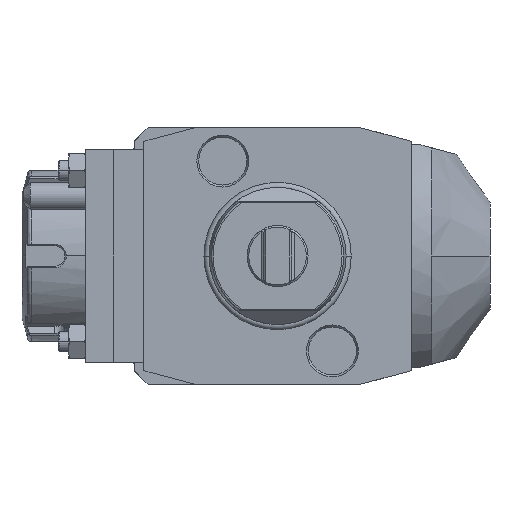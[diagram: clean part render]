
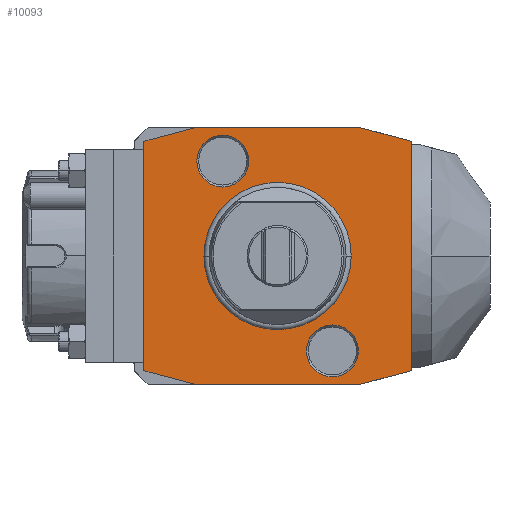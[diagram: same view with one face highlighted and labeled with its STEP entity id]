
A CAD part, front view. The second image highlights one B-rep face of the part: STEP entity #10093.
In plain terms, the highlighted planar face has unit normal (0, -1, 0).
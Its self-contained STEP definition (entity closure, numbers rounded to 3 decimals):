
#1=DIRECTION('',(-0.966,0.,0.259));
#2=VECTOR('',#1,15.529);
#3=CARTESIAN_POINT('',(39.,0.,33.481));
#4=LINE('',#3,#2);
#5=DIRECTION('',(0.,0.,1.));
#6=VECTOR('',#5,66.962);
#7=CARTESIAN_POINT('',(39.,0.,-33.481));
#8=LINE('',#7,#6);
#9=DIRECTION('',(0.966,0.,0.259));
#10=VECTOR('',#9,15.529);
#11=CARTESIAN_POINT('',(24.,0.,-37.5));
#12=LINE('',#11,#10);
#13=DIRECTION('',(1.,0.,0.));
#14=VECTOR('',#13,48.);
#15=CARTESIAN_POINT('',(-24.,0.,-37.5));
#16=LINE('',#15,#14);
#17=DIRECTION('',(0.966,0.,-0.259));
#18=VECTOR('',#17,15.529);
#19=CARTESIAN_POINT('',(-39.,0.,-33.481));
#20=LINE('',#19,#18);
#21=DIRECTION('',(0.,0.,-1.));
#22=VECTOR('',#21,66.962);
#23=CARTESIAN_POINT('',(-39.,0.,33.481));
#24=LINE('',#23,#22);
#25=DIRECTION('',(-0.966,0.,-0.259));
#26=VECTOR('',#25,15.529);
#27=CARTESIAN_POINT('',(-24.,0.,37.5));
#28=LINE('',#27,#26);
#29=DIRECTION('',(-1.,0.,0.));
#30=VECTOR('',#29,48.);
#31=CARTESIAN_POINT('',(24.,0.,37.5));
#32=LINE('',#31,#30);
#33=CARTESIAN_POINT('',(-16.,0.,27.713));
#34=DIRECTION('',(0.,1.,0.));
#35=DIRECTION('',(1.,0.,0.));
#36=AXIS2_PLACEMENT_3D('',#33,#34,#35);
#38=CARTESIAN_POINT('',(-16.,0.,27.713));
#39=DIRECTION('',(0.,1.,0.));
#40=DIRECTION('',(-1.,0.,0.));
#41=AXIS2_PLACEMENT_3D('',#38,#39,#40);
#43=CARTESIAN_POINT('',(16.,0.,-27.713));
#44=DIRECTION('',(0.,1.,0.));
#45=DIRECTION('',(1.,0.,0.));
#46=AXIS2_PLACEMENT_3D('',#43,#44,#45);
#48=CARTESIAN_POINT('',(16.,0.,-27.713));
#49=DIRECTION('',(0.,1.,0.));
#50=DIRECTION('',(-1.,0.,0.));
#51=AXIS2_PLACEMENT_3D('',#48,#49,#50);
#6489=CARTESIAN_POINT('',(0.,0.,0.));
#6490=DIRECTION('',(0.,-1.,0.));
#6491=DIRECTION('',(1.,0.,0.));
#6492=AXIS2_PLACEMENT_3D('',#6489,#6490,#6491);
#6494=CARTESIAN_POINT('',(0.,0.,0.));
#6495=DIRECTION('',(0.,-1.,0.));
#6496=DIRECTION('',(-1.,0.,0.));
#6497=AXIS2_PLACEMENT_3D('',#6494,#6495,#6496);
#9031=CARTESIAN_POINT('',(-8.423,0.,
27.713));
#9032=CARTESIAN_POINT('',(-23.577,0.,
27.713));
#9033=VERTEX_POINT('',#9031);
#9034=VERTEX_POINT('',#9032);
#9163=CARTESIAN_POINT('',(23.577,0.,
-27.713));
#9164=CARTESIAN_POINT('',(8.423,0.,
-27.713));
#9165=VERTEX_POINT('',#9163);
#9166=VERTEX_POINT('',#9164);
#9884=CARTESIAN_POINT('',(39.,0.,33.481));
#9885=CARTESIAN_POINT('',(24.,0.,37.5));
#9886=VERTEX_POINT('',#9884);
#9887=VERTEX_POINT('',#9885);
#9888=CARTESIAN_POINT('',(-24.,0.,37.5));
#9889=VERTEX_POINT('',#9888);
#9890=CARTESIAN_POINT('',(-39.,0.,33.481));
#9891=VERTEX_POINT('',#9890);
#9892=CARTESIAN_POINT('',(-39.,0.,-33.481));
#9893=VERTEX_POINT('',#9892);
#9894=CARTESIAN_POINT('',(-24.,0.,-37.5));
#9895=VERTEX_POINT('',#9894);
#9896=CARTESIAN_POINT('',(24.,0.,-37.5));
#9897=VERTEX_POINT('',#9896);
#9898=CARTESIAN_POINT('',(39.,0.,-33.481));
#9899=VERTEX_POINT('',#9898);
#9936=CARTESIAN_POINT('',(21.137,0.,0.));
#9937=CARTESIAN_POINT('',(-21.137,0.,0.));
#9938=VERTEX_POINT('',#9936);
#9939=VERTEX_POINT('',#9937);
#10052=CARTESIAN_POINT('',(0.,0.,0.));
#10053=DIRECTION('',(0.,-1.,0.));
#10054=DIRECTION('',(-1.,0.,0.));
#10055=AXIS2_PLACEMENT_3D('',#10052,#10053,#10054);
#10056=PLANE('',#10055);
#10058=ORIENTED_EDGE('',*,*,#10057,.F.);
#10060=ORIENTED_EDGE('',*,*,#10059,.F.);
#10062=ORIENTED_EDGE('',*,*,#10061,.F.);
#10064=ORIENTED_EDGE('',*,*,#10063,.F.);
#10066=ORIENTED_EDGE('',*,*,#10065,.F.);
#10068=ORIENTED_EDGE('',*,*,#10067,.F.);
#10070=ORIENTED_EDGE('',*,*,#10069,.F.);
#10072=ORIENTED_EDGE('',*,*,#10071,.F.);
#10073=EDGE_LOOP('',(#10058,#10060,#10062,#10064,#10066,#10068,#10070,#10072));
#10074=FACE_OUTER_BOUND('',#10073,.F.);
#10076=ORIENTED_EDGE('',*,*,#10075,.T.);
#10078=ORIENTED_EDGE('',*,*,#10077,.T.);
#10079=EDGE_LOOP('',(#10076,#10078));
#10080=FACE_BOUND('',#10079,.F.);
#10082=ORIENTED_EDGE('',*,*,#10081,.F.);
#10084=ORIENTED_EDGE('',*,*,#10083,.F.);
#10085=EDGE_LOOP('',(#10082,#10084));
#10086=FACE_BOUND('',#10085,.F.);
#10088=ORIENTED_EDGE('',*,*,#10087,.F.);
#10090=ORIENTED_EDGE('',*,*,#10089,.F.);
#10091=EDGE_LOOP('',(#10088,#10090));
#10092=FACE_BOUND('',#10091,.F.);
#37=CIRCLE('',#36,7.577);
#42=CIRCLE('',#41,7.577);
#47=CIRCLE('',#46,7.577);
#52=CIRCLE('',#51,7.577);
#6493=CIRCLE('',#6492,21.137);
#6498=CIRCLE('',#6497,21.137);
#10057=EDGE_CURVE('',#9886,#9887,#4,.T.);
#10059=EDGE_CURVE('',#9899,#9886,#8,.T.);
#10061=EDGE_CURVE('',#9897,#9899,#12,.T.);
#10063=EDGE_CURVE('',#9895,#9897,#16,.T.);
#10065=EDGE_CURVE('',#9893,#9895,#20,.T.);
#10067=EDGE_CURVE('',#9891,#9893,#24,.T.);
#10069=EDGE_CURVE('',#9889,#9891,#28,.T.);
#10071=EDGE_CURVE('',#9887,#9889,#32,.T.);
#10075=EDGE_CURVE('',#9938,#9939,#6493,.T.);
#10077=EDGE_CURVE('',#9939,#9938,#6498,.T.);
#10081=EDGE_CURVE('',#9033,#9034,#37,.T.);
#10083=EDGE_CURVE('',#9034,#9033,#42,.T.);
#10087=EDGE_CURVE('',#9165,#9166,#47,.T.);
#10089=EDGE_CURVE('',#9166,#9165,#52,.T.);
#10093=ADVANCED_FACE('',(#10074,#10080,#10086,#10092),#10056,.T.);
